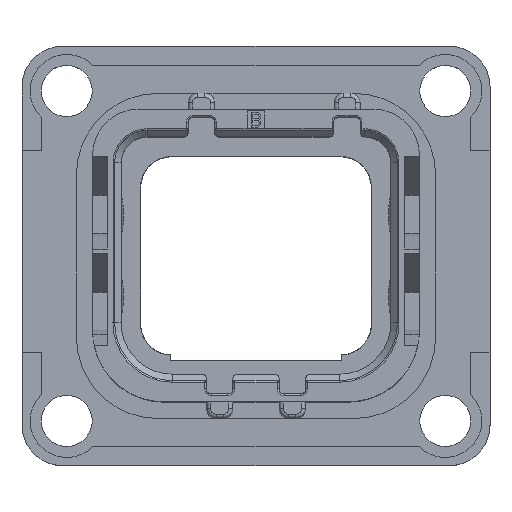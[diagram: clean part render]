
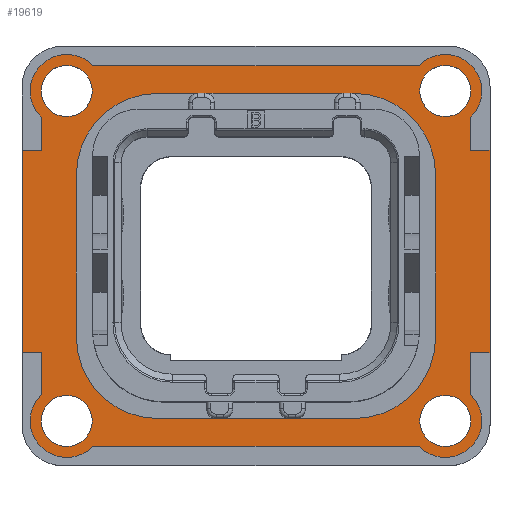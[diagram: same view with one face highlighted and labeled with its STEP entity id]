
A CAD part, top view. The second image highlights one B-rep face of the part: STEP entity #19619.
In plain terms, the highlighted planar face has unit normal (0, 0, 1).
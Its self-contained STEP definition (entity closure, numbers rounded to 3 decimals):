
#259=DIRECTION('',(0.,-1.,0.));
#260=VECTOR('',#259,12.45);
#261=CARTESIAN_POINT('',(-14.4,6.5,1.5));
#262=LINE('',#261,#260);
#317=CARTESIAN_POINT('',(-11.65,10.15,1.5));
#318=DIRECTION('',(0.,0.,1.));
#319=DIRECTION('',(0.716,0.698,0.));
#320=AXIS2_PLACEMENT_3D('',#317,#318,#319);
#327=DIRECTION('',(0.,1.,0.));
#328=VECTOR('',#327,2.588);
#329=CARTESIAN_POINT('',(13.22,-8.538,1.5));
#330=LINE('',#329,#328);
#331=DIRECTION('',(1.,0.,0.));
#332=VECTOR('',#331,20.077);
#333=CARTESIAN_POINT('',(-10.038,-11.72,1.5));
#334=LINE('',#333,#332);
#335=DIRECTION('',(0.,-1.,0.));
#336=VECTOR('',#335,2.588);
#337=CARTESIAN_POINT('',(-13.22,-5.95,1.5));
#338=LINE('',#337,#336);
#339=DIRECTION('',(1.,0.,0.));
#340=VECTOR('',#339,1.18);
#341=CARTESIAN_POINT('',(-14.4,-5.95,1.5));
#342=LINE('',#341,#340);
#343=DIRECTION('',(-1.,0.,0.));
#344=VECTOR('',#343,1.18);
#345=CARTESIAN_POINT('',(-13.22,6.5,1.5));
#346=LINE('',#345,#344);
#347=DIRECTION('',(0.,-1.,0.));
#348=VECTOR('',#347,2.038);
#349=CARTESIAN_POINT('',(-13.22,8.538,1.5));
#350=LINE('',#349,#348);
#351=DIRECTION('',(-1.,0.,0.));
#352=VECTOR('',#351,20.077);
#353=CARTESIAN_POINT('',(10.038,11.72,1.5));
#354=LINE('',#353,#352);
#355=DIRECTION('',(0.,1.,0.));
#356=VECTOR('',#355,2.038);
#357=CARTESIAN_POINT('',(13.22,6.5,1.5));
#358=LINE('',#357,#356);
#359=DIRECTION('',(-1.,0.,0.));
#360=VECTOR('',#359,1.18);
#361=CARTESIAN_POINT('',(14.4,6.5,1.5));
#362=LINE('',#361,#360);
#363=DIRECTION('',(1.,0.,0.));
#364=VECTOR('',#363,1.18);
#365=CARTESIAN_POINT('',(13.22,-5.95,1.5));
#366=LINE('',#365,#364);
#367=CARTESIAN_POINT('',(11.65,-10.15,1.5));
#368=DIRECTION('',(0.,0.,1.));
#369=DIRECTION('',(-1.,0.,0.));
#370=AXIS2_PLACEMENT_3D('',#367,#368,#369);
#372=CARTESIAN_POINT('',(-11.65,-10.15,1.5));
#373=DIRECTION('',(0.,0.,1.));
#374=DIRECTION('',(-1.,0.,0.));
#375=AXIS2_PLACEMENT_3D('',#372,#373,#374);
#377=CARTESIAN_POINT('',(-11.65,10.15,1.5));
#378=DIRECTION('',(0.,0.,1.));
#379=DIRECTION('',(1.,0.,0.));
#380=AXIS2_PLACEMENT_3D('',#377,#378,#379);
#382=CARTESIAN_POINT('',(11.65,10.15,1.5));
#383=DIRECTION('',(0.,0.,1.));
#384=DIRECTION('',(1.,0.,0.));
#385=AXIS2_PLACEMENT_3D('',#382,#383,#384);
#387=CARTESIAN_POINT('',(6.05,5.,1.5));
#388=DIRECTION('',(0.,0.,-1.));
#389=DIRECTION('',(0.,1.,0.));
#390=AXIS2_PLACEMENT_3D('',#387,#388,#389);
#392=DIRECTION('',(1.,0.,0.));
#393=VECTOR('',#392,12.1);
#394=CARTESIAN_POINT('',(-6.05,10.,1.5));
#395=LINE('',#394,#393);
#396=CARTESIAN_POINT('',(-6.05,5.,1.5));
#397=DIRECTION('',(0.,0.,-1.));
#398=DIRECTION('',(-1.,0.,0.));
#399=AXIS2_PLACEMENT_3D('',#396,#397,#398);
#401=DIRECTION('',(0.,1.,0.));
#402=VECTOR('',#401,10.);
#403=CARTESIAN_POINT('',(-11.05,-5.,1.5));
#404=LINE('',#403,#402);
#405=CARTESIAN_POINT('',(-6.05,-5.,1.5));
#406=DIRECTION('',(0.,0.,-1.));
#407=DIRECTION('',(0.,-1.,0.));
#408=AXIS2_PLACEMENT_3D('',#405,#406,#407);
#410=DIRECTION('',(-1.,0.,0.));
#411=VECTOR('',#410,12.1);
#412=CARTESIAN_POINT('',(6.05,-10.,1.5));
#413=LINE('',#412,#411);
#414=CARTESIAN_POINT('',(6.05,-5.,1.5));
#415=DIRECTION('',(0.,0.,-1.));
#416=DIRECTION('',(1.,0.,0.));
#417=AXIS2_PLACEMENT_3D('',#414,#415,#416);
#419=DIRECTION('',(0.,-1.,0.));
#420=VECTOR('',#419,10.);
#421=CARTESIAN_POINT('',(11.05,5.,1.5));
#422=LINE('',#421,#420);
#432=CARTESIAN_POINT('',(11.65,-10.15,1.5));
#433=DIRECTION('',(0.,0.,1.));
#434=DIRECTION('',(-0.716,-0.698,0.));
#435=AXIS2_PLACEMENT_3D('',#432,#433,#434);
#487=DIRECTION('',(0.,1.,0.));
#488=VECTOR('',#487,12.45);
#489=CARTESIAN_POINT('',(14.4,-5.95,1.5));
#490=LINE('',#489,#488);
#516=CARTESIAN_POINT('',(11.65,10.15,1.5));
#517=DIRECTION('',(0.,0.,1.));
#518=DIRECTION('',(0.698,-0.716,0.));
#519=AXIS2_PLACEMENT_3D('',#516,#517,#518);
#545=CARTESIAN_POINT('',(-11.65,-10.15,1.5));
#546=DIRECTION('',(0.,0.,1.));
#547=DIRECTION('',(-0.698,0.716,0.));
#548=AXIS2_PLACEMENT_3D('',#545,#546,#547);
#579=CARTESIAN_POINT('',(11.65,-10.15,1.5));
#580=DIRECTION('',(0.,0.,1.));
#581=DIRECTION('',(1.,0.,0.));
#582=AXIS2_PLACEMENT_3D('',#579,#580,#581);
#584=CARTESIAN_POINT('',(-11.65,-10.15,1.5));
#585=DIRECTION('',(0.,0.,1.));
#586=DIRECTION('',(1.,0.,0.));
#587=AXIS2_PLACEMENT_3D('',#584,#585,#586);
#605=CARTESIAN_POINT('',(-11.65,10.15,1.5));
#606=DIRECTION('',(0.,0.,1.));
#607=DIRECTION('',(-1.,0.,0.));
#608=AXIS2_PLACEMENT_3D('',#605,#606,#607);
#610=CARTESIAN_POINT('',(11.65,10.15,1.5));
#611=DIRECTION('',(0.,0.,1.));
#612=DIRECTION('',(-1.,0.,0.));
#613=AXIS2_PLACEMENT_3D('',#610,#611,#612);
#17013=CARTESIAN_POINT('',(-6.05,10.,1.5));
#17014=CARTESIAN_POINT('',(6.05,10.,1.5));
#17015=VERTEX_POINT('',#17013);
#17016=VERTEX_POINT('',#17014);
#17017=CARTESIAN_POINT('',(11.05,-5.,1.5));
#17018=CARTESIAN_POINT('',(6.05,-10.,1.5));
#17019=VERTEX_POINT('',#17017);
#17020=VERTEX_POINT('',#17018);
#17021=CARTESIAN_POINT('',(11.05,5.,1.5));
#17022=VERTEX_POINT('',#17021);
#17023=CARTESIAN_POINT('',(-11.05,5.,1.5));
#17024=VERTEX_POINT('',#17023);
#17025=CARTESIAN_POINT('',(-11.05,-5.,1.5));
#17026=VERTEX_POINT('',#17025);
#17027=CARTESIAN_POINT('',(-6.05,-10.,1.5));
#17028=VERTEX_POINT('',#17027);
#17055=CARTESIAN_POINT('',(14.4,-5.95,1.5));
#17056=CARTESIAN_POINT('',(14.4,6.5,1.5));
#17057=VERTEX_POINT('',#17055);
#17058=VERTEX_POINT('',#17056);
#17059=CARTESIAN_POINT('',(-14.4,6.5,1.5));
#17060=CARTESIAN_POINT('',(-14.4,-5.95,1.5));
#17061=VERTEX_POINT('',#17059);
#17062=VERTEX_POINT('',#17060);
#17065=CARTESIAN_POINT('',(10.08,10.15,1.5));
#17066=VERTEX_POINT('',#17065);
#17067=CARTESIAN_POINT('',(-10.08,10.15,1.5));
#17068=VERTEX_POINT('',#17067);
#17069=CARTESIAN_POINT('',(-10.08,-10.15,1.5));
#17070=VERTEX_POINT('',#17069);
#17071=CARTESIAN_POINT('',(10.08,-10.15,1.5));
#17072=VERTEX_POINT('',#17071);
#17073=CARTESIAN_POINT('',(-13.22,6.5,1.5));
#17074=VERTEX_POINT('',#17073);
#17075=CARTESIAN_POINT('',(13.22,6.5,1.5));
#17076=VERTEX_POINT('',#17075);
#17077=CARTESIAN_POINT('',(13.22,-5.95,1.5));
#17078=VERTEX_POINT('',#17077);
#18641=CARTESIAN_POINT('',(-13.22,-5.95,1.5));
#18642=VERTEX_POINT('',#18641);
#18741=CARTESIAN_POINT('',(13.22,8.538,1.5));
#18743=VERTEX_POINT('',#18741);
#18745=CARTESIAN_POINT('',(10.038,-11.72,1.5));
#18747=VERTEX_POINT('',#18745);
#18749=CARTESIAN_POINT('',(-10.038,-11.72,1.5));
#18751=VERTEX_POINT('',#18749);
#18753=CARTESIAN_POINT('',(-13.22,-8.538,1.5));
#18755=VERTEX_POINT('',#18753);
#18757=CARTESIAN_POINT('',(-10.038,11.72,1.5));
#18759=VERTEX_POINT('',#18757);
#18761=CARTESIAN_POINT('',(10.038,11.72,1.5));
#18763=VERTEX_POINT('',#18761);
#18765=CARTESIAN_POINT('',(-13.22,8.538,1.5));
#18767=VERTEX_POINT('',#18765);
#18769=CARTESIAN_POINT('',(13.22,-8.538,1.5));
#18771=VERTEX_POINT('',#18769);
#18773=CARTESIAN_POINT('',(13.22,10.15,1.5));
#18774=VERTEX_POINT('',#18773);
#18775=CARTESIAN_POINT('',(-13.22,10.15,1.5));
#18776=VERTEX_POINT('',#18775);
#18777=CARTESIAN_POINT('',(-13.22,-10.15,1.5));
#18778=VERTEX_POINT('',#18777);
#18779=CARTESIAN_POINT('',(13.22,-10.15,1.5));
#18780=VERTEX_POINT('',#18779);
#19540=CARTESIAN_POINT('',(0.,0.,1.5));
#19541=DIRECTION('',(0.,0.,1.));
#19542=DIRECTION('',(1.,0.,0.));
#19543=AXIS2_PLACEMENT_3D('',#19540,#19541,#19542);
#19544=PLANE('',#19543);
#19546=ORIENTED_EDGE('',*,*,#19545,.F.);
#19548=ORIENTED_EDGE('',*,*,#19547,.F.);
#19550=ORIENTED_EDGE('',*,*,#19549,.F.);
#19552=ORIENTED_EDGE('',*,*,#19551,.F.);
#19554=ORIENTED_EDGE('',*,*,#19553,.F.);
#19556=ORIENTED_EDGE('',*,*,#19555,.F.);
#19557=ORIENTED_EDGE('',*,*,#19481,.F.);
#19559=ORIENTED_EDGE('',*,*,#19558,.F.);
#19561=ORIENTED_EDGE('',*,*,#19560,.F.);
#19562=ORIENTED_EDGE('',*,*,#19530,.F.);
#19564=ORIENTED_EDGE('',*,*,#19563,.F.);
#19566=ORIENTED_EDGE('',*,*,#19565,.F.);
#19568=ORIENTED_EDGE('',*,*,#19567,.F.);
#19570=ORIENTED_EDGE('',*,*,#19569,.F.);
#19572=ORIENTED_EDGE('',*,*,#19571,.F.);
#19574=ORIENTED_EDGE('',*,*,#19573,.F.);
#19575=EDGE_LOOP('',(#19546,#19548,#19550,#19552,#19554,#19556,#19557,#19559,
#19561,#19562,#19564,#19566,#19568,#19570,#19572,#19574));
#19576=FACE_OUTER_BOUND('',#19575,.F.);
#19578=ORIENTED_EDGE('',*,*,#19577,.T.);
#19580=ORIENTED_EDGE('',*,*,#19579,.T.);
#19581=EDGE_LOOP('',(#19578,#19580));
#19582=FACE_BOUND('',#19581,.F.);
#19584=ORIENTED_EDGE('',*,*,#19583,.T.);
#19586=ORIENTED_EDGE('',*,*,#19585,.T.);
#19587=EDGE_LOOP('',(#19584,#19586));
#19588=FACE_BOUND('',#19587,.F.);
#19590=ORIENTED_EDGE('',*,*,#19589,.T.);
#19592=ORIENTED_EDGE('',*,*,#19591,.T.);
#19593=EDGE_LOOP('',(#19590,#19592));
#19594=FACE_BOUND('',#19593,.F.);
#19596=ORIENTED_EDGE('',*,*,#19595,.T.);
#19598=ORIENTED_EDGE('',*,*,#19597,.T.);
#19599=EDGE_LOOP('',(#19596,#19598));
#19600=FACE_BOUND('',#19599,.F.);
#19602=ORIENTED_EDGE('',*,*,#19601,.F.);
#19604=ORIENTED_EDGE('',*,*,#19603,.F.);
#19606=ORIENTED_EDGE('',*,*,#19605,.F.);
#19608=ORIENTED_EDGE('',*,*,#19607,.F.);
#19610=ORIENTED_EDGE('',*,*,#19609,.F.);
#19612=ORIENTED_EDGE('',*,*,#19611,.F.);
#19614=ORIENTED_EDGE('',*,*,#19613,.F.);
#19616=ORIENTED_EDGE('',*,*,#19615,.F.);
#19617=EDGE_LOOP('',(#19602,#19604,#19606,#19608,#19610,#19612,#19614,#19616));
#19618=FACE_BOUND('',#19617,.F.);
#19619=ADVANCED_FACE('',(#19576,#19582,#19588,#19594,#19600,#19618),#19544,.T.);
#321=CIRCLE('',#320,2.25);
#371=CIRCLE('',#370,1.57);
#376=CIRCLE('',#375,1.57);
#381=CIRCLE('',#380,1.57);
#386=CIRCLE('',#385,1.57);
#391=CIRCLE('',#390,5.);
#400=CIRCLE('',#399,5.);
#409=CIRCLE('',#408,5.);
#418=CIRCLE('',#417,5.);
#436=CIRCLE('',#435,2.25);
#520=CIRCLE('',#519,2.25);
#549=CIRCLE('',#548,2.25);
#583=CIRCLE('',#582,1.57);
#588=CIRCLE('',#587,1.57);
#609=CIRCLE('',#608,1.57);
#614=CIRCLE('',#613,1.57);
#19481=EDGE_CURVE('',#17061,#17062,#262,.T.);
#19530=EDGE_CURVE('',#18759,#18767,#321,.T.);
#19545=EDGE_CURVE('',#18771,#17078,#330,.T.);
#19547=EDGE_CURVE('',#18747,#18771,#436,.T.);
#19549=EDGE_CURVE('',#18751,#18747,#334,.T.);
#19551=EDGE_CURVE('',#18755,#18751,#549,.T.);
#19553=EDGE_CURVE('',#18642,#18755,#338,.T.);
#19555=EDGE_CURVE('',#17062,#18642,#342,.T.);
#19558=EDGE_CURVE('',#17074,#17061,#346,.T.);
#19560=EDGE_CURVE('',#18767,#17074,#350,.T.);
#19563=EDGE_CURVE('',#18763,#18759,#354,.T.);
#19565=EDGE_CURVE('',#18743,#18763,#520,.T.);
#19567=EDGE_CURVE('',#17076,#18743,#358,.T.);
#19569=EDGE_CURVE('',#17058,#17076,#362,.T.);
#19571=EDGE_CURVE('',#17057,#17058,#490,.T.);
#19573=EDGE_CURVE('',#17078,#17057,#366,.T.);
#19577=EDGE_CURVE('',#17072,#18780,#371,.T.);
#19579=EDGE_CURVE('',#18780,#17072,#583,.T.);
#19583=EDGE_CURVE('',#17070,#18778,#588,.T.);
#19585=EDGE_CURVE('',#18778,#17070,#376,.T.);
#19589=EDGE_CURVE('',#17068,#18776,#381,.T.);
#19591=EDGE_CURVE('',#18776,#17068,#609,.T.);
#19595=EDGE_CURVE('',#17066,#18774,#614,.T.);
#19597=EDGE_CURVE('',#18774,#17066,#386,.T.);
#19601=EDGE_CURVE('',#17016,#17022,#391,.T.);
#19603=EDGE_CURVE('',#17015,#17016,#395,.T.);
#19605=EDGE_CURVE('',#17024,#17015,#400,.T.);
#19607=EDGE_CURVE('',#17026,#17024,#404,.T.);
#19609=EDGE_CURVE('',#17028,#17026,#409,.T.);
#19611=EDGE_CURVE('',#17020,#17028,#413,.T.);
#19613=EDGE_CURVE('',#17019,#17020,#418,.T.);
#19615=EDGE_CURVE('',#17022,#17019,#422,.T.);
